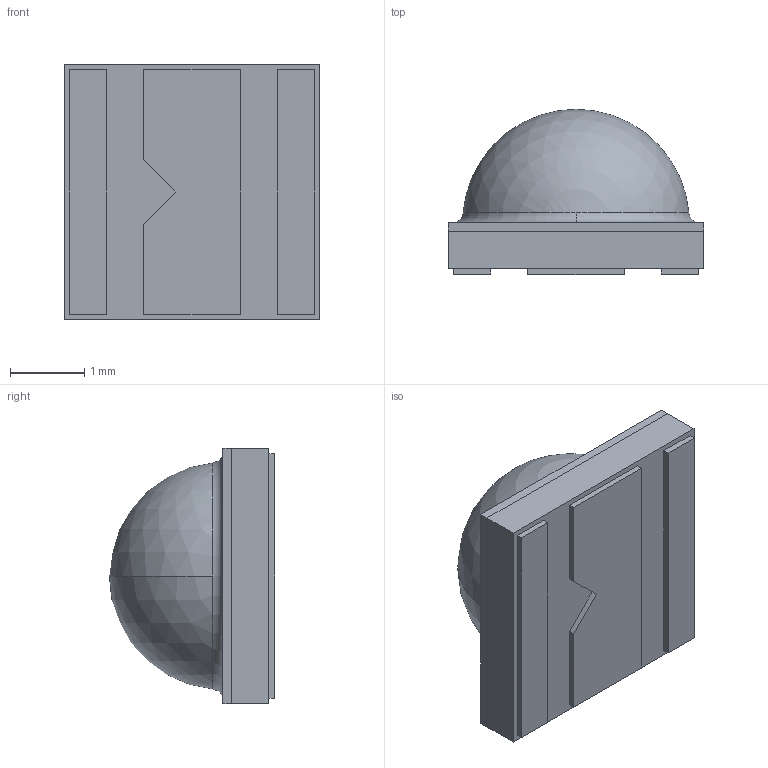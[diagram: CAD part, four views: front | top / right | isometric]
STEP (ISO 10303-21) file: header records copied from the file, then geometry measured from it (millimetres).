
FILE_DESCRIPTION (( 'STEP AP203' ), '1' );
FILE_NAME ('XTE ROY 3D.STEP', '2022-12-19T17:32:01', ( '' ), ( '' ), 'SwSTEP 2.0', 'SolidWorks 2022', '' );
FILE_SCHEMA (( 'CONFIG_CONTROL_DESIGN' ));
Length unit declared in the file: millimetre
Products named in the file (3): CREE-LED XT-E Royal Blue Bottom; CREE-LED XT-E Royal Blue Top; XTE ROY 3D
Assembly tree (2 placements, depth 2):
  XTE ROY 3D
    CREE-LED XT-E Royal Blue Bottom
    CREE-LED XT-E Royal Blue Top
Bounding box: 3.45 x 2.23 x 3.45 mm (x, y, z)
Volume: 15.5 mm3; surface area: 65 mm2
Topology: 2 solids, 2 shells, 34 faces, 79 edges, 53 vertices
Faces by surface type: plane 30, torus 2, sphere 2
Entity records: 1266 total; most frequent: CARTESIAN_POINT 171, DIRECTION 167, ORIENTED_EDGE 158, EDGE_CURVE 79, VECTOR 69, LINE 69, VERTEX_POINT 53, AXIS2_PLACEMENT_3D 49
